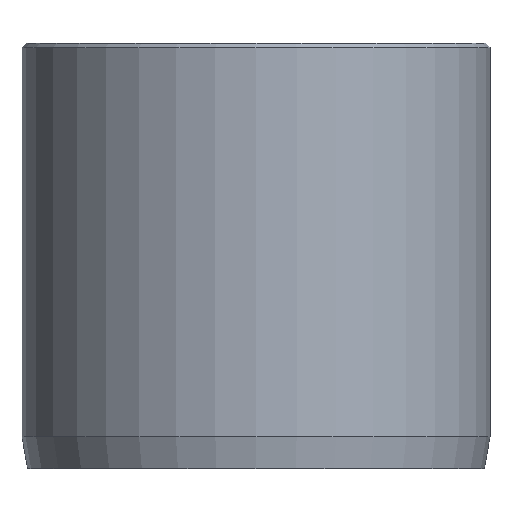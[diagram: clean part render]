
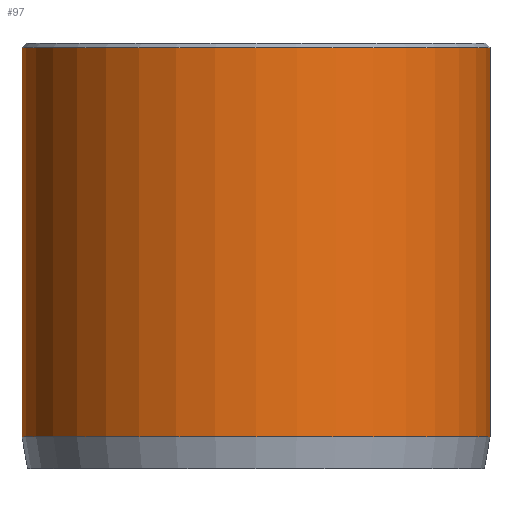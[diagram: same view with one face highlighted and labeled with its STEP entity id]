
A CAD part, front view. The second image highlights one B-rep face of the part: STEP entity #97.
In plain terms, the highlighted cylindrical face has radius 11 mm (diameter 22 mm), a partial arc.
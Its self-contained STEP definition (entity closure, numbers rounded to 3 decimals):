
#67 = VECTOR ( 'NONE', #1195, 1000. ) ;
#97 = ADVANCED_FACE ( 'NONE', ( #942 ), #904, .T. ) ;
#150 = DIRECTION ( 'NONE',  ( 0., 0., -1. ) ) ;
#214 = ORIENTED_EDGE ( 'NONE', *, *, #347, .T. ) ;
#290 = DIRECTION ( 'NONE',  ( 0., 0., -1. ) ) ;
#301 = CARTESIAN_POINT ( 'NONE',  ( 0., 0., 1.5 ) ) ;
#308 = AXIS2_PLACEMENT_3D ( 'NONE', #834, #974, #958 ) ;
#347 = EDGE_CURVE ( 'NONE', #987, #1221, #546, .T. ) ;
#407 = DIRECTION ( 'NONE',  ( 1., 0., 0. ) ) ;
#426 = VERTEX_POINT ( 'NONE', #460 ) ;
#460 = CARTESIAN_POINT ( 'NONE',  ( -11., 0., 1.5 ) ) ;
#470 = EDGE_CURVE ( 'NONE', #987, #927, #1129, .T. ) ;
#501 = EDGE_LOOP ( 'NONE', ( #822, #214, #1189, #1187 ) ) ;
#546 = CIRCLE ( 'NONE', #1181, 11. ) ;
#547 = EDGE_CURVE ( 'NONE', #426, #927, #753, .T. ) ;
#677 = CARTESIAN_POINT ( 'NONE',  ( 11., 0., 1.5 ) ) ;
#735 = CARTESIAN_POINT ( 'NONE',  ( -11., 0., 20. ) ) ;
#737 = EDGE_CURVE ( 'NONE', #1221, #426, #1145, .T. ) ;
#753 = CIRCLE ( 'NONE', #1034, 11. ) ;
#783 = CARTESIAN_POINT ( 'NONE',  ( 0., 0., 19.8 ) ) ;
#822 = ORIENTED_EDGE ( 'NONE', *, *, #470, .F. ) ;
#834 = CARTESIAN_POINT ( 'NONE',  ( 0., 0., 20. ) ) ;
#901 = CARTESIAN_POINT ( 'NONE',  ( 11., 0., 19.8 ) ) ;
#904 = CYLINDRICAL_SURFACE ( 'NONE', #308, 11. ) ;
#927 = VERTEX_POINT ( 'NONE', #677 ) ;
#942 = FACE_OUTER_BOUND ( 'NONE', #501, .T. ) ;
#958 = DIRECTION ( 'NONE',  ( -1., 0., 0. ) ) ;
#974 = DIRECTION ( 'NONE',  ( 0., 0., -1. ) ) ;
#987 = VERTEX_POINT ( 'NONE', #901 ) ;
#1011 = DIRECTION ( 'NONE',  ( 0., 0., 1. ) ) ;
#1034 = AXIS2_PLACEMENT_3D ( 'NONE', #301, #1011, #407 ) ;
#1098 = CARTESIAN_POINT ( 'NONE',  ( 11., 0., 20. ) ) ;
#1129 = LINE ( 'NONE', #1098, #67 ) ;
#1145 = LINE ( 'NONE', #735, #1201 ) ;
#1181 = AXIS2_PLACEMENT_3D ( 'NONE', #783, #290, #1289 ) ;
#1187 = ORIENTED_EDGE ( 'NONE', *, *, #547, .T. ) ;
#1189 = ORIENTED_EDGE ( 'NONE', *, *, #737, .T. ) ;
#1195 = DIRECTION ( 'NONE',  ( 0., 0., -1. ) ) ;
#1201 = VECTOR ( 'NONE', #150, 1000. ) ;
#1221 = VERTEX_POINT ( 'NONE', #1248 ) ;
#1248 = CARTESIAN_POINT ( 'NONE',  ( -11., 0., 19.8 ) ) ;
#1289 = DIRECTION ( 'NONE',  ( 1., 0., 0. ) ) ;
